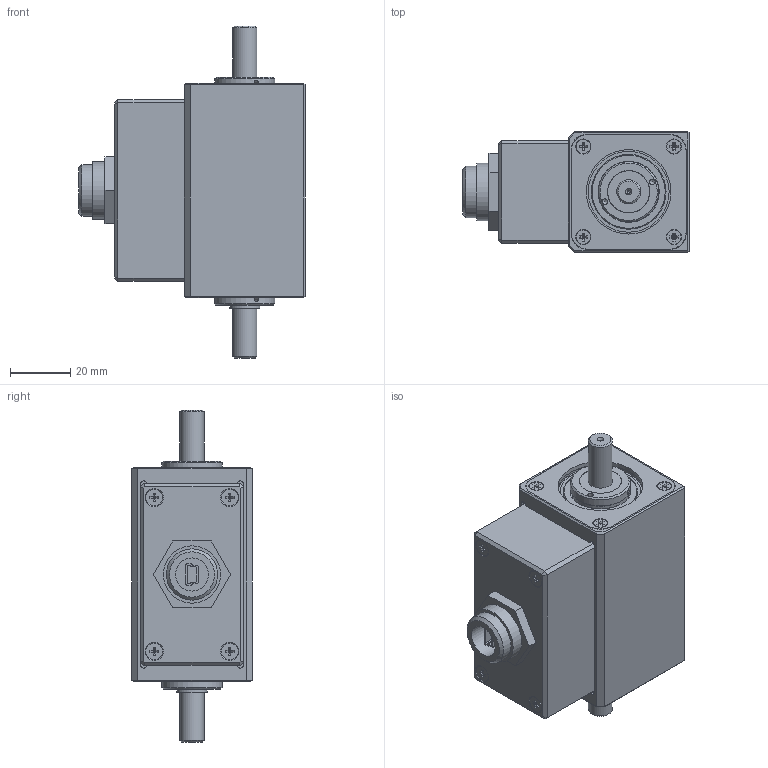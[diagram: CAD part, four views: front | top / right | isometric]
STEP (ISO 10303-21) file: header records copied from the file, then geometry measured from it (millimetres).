
FILE_DESCRIPTION( ( 'Unknown' ), '1' );
FILE_NAME( 'Dr3000-0_5-5Nm.stp', 'Unknown', ( 'Unknown' ), ( 'Unknown' ), 'PSStep 17.0.49', 'Unknown', ' ' );
FILE_SCHEMA( ( 'AUTOMOTIVE_DESIGN { 1 0 10303 214 1 1 1 1 }' ) );
Length unit declared in the file: millimetre
Products named in the file (19): 2643-B03_DOC-00044358; 2643-015_DOC-00044333; Senkschraube DIN 965-M3x30-H; 2643-B01_DOC-00044352; 2643-001_doc-00044072; DIN 625-T1-6002-2Z_15x32x9; 2634-007_doc-00044141; 2643-014_doc-00044185; 2643-B02_DOC-00044355; 2643-006_doc-00044138; 2643-013_doc-00044176; Senkschraube DIN 965-M2,5x5-H; Assem1; USB-Buchse_DOC-00062388; USB_DOC-00062390
Assembly tree (34 placements, depth 3):
  Assem1
    USB-Buchse_DOC-00062388
    USB_DOC-00062390
    2643-B01_DOC-00044352
      2643-001_doc-00044072
      DIN 625-T1-6002-2Z_15x32x9  x2
      DIN 625-T1-6002-2Z_15x32x9  x2
      DIN 625-T1-6002-2Z_15x32x9  x2
      DIN 625-T1-6002-2Z_15x32x9  x2
      DIN 625-T1-6002-2Z_15x32x9  x2
      2634-007_doc-00044141
      2643-014_doc-00044185
    2643-B02_DOC-00044355
      2643-006_doc-00044138
      2643-013_doc-00044176  x2
      Senkschraube DIN 965-M2,5x5-H  x8
    2643-B03_DOC-00044358
      2643-015_DOC-00044333
      Senkschraube DIN 965-M3x30-H  x4
Bounding box: 74.9 x 40 x 110 mm (x, y, z)
Volume: 89543.5 mm3; surface area: 64091.6 mm2
Topology: 31 solids, 33 shells, 672 faces, 1622 edges, 1052 vertices
Faces by surface type: plane 354, cylinder 207, cone 82, torus 29
Full cylindrical faces by diameter (mm): 1 x2, 1.5 x2, 1.567 x2, 1.8 x2, 1.948 x8, 2.013 x8, 2.387 x4, 2.459 x4, 2.5 x8, 3 x4, 3.2 x4, 3.242 x4, 4 x2, 4.7 x8, 5.6 x4, 8 x2, 10 x1, 10.5 x2, 11 x1, 13.917 x2, 14 x2, 15 x3, 17 x1, 18.4 x4, 19 x3, 20 x2, 20.24 x4, 24 x1, 26.79 x4, 28 x2
Entity records: 12696 total; most frequent: CARTESIAN_POINT 1880, DIRECTION 1746, ORIENTED_EDGE 1346, AXIS2_PLACEMENT_3D 681, EDGE_CURVE 673, EDGE_LOOP 568, VERTEX_POINT 523, FACE_OUTER_BOUND 441
